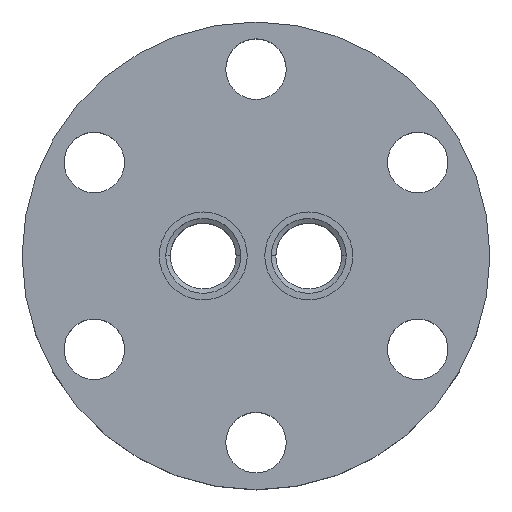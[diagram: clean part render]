
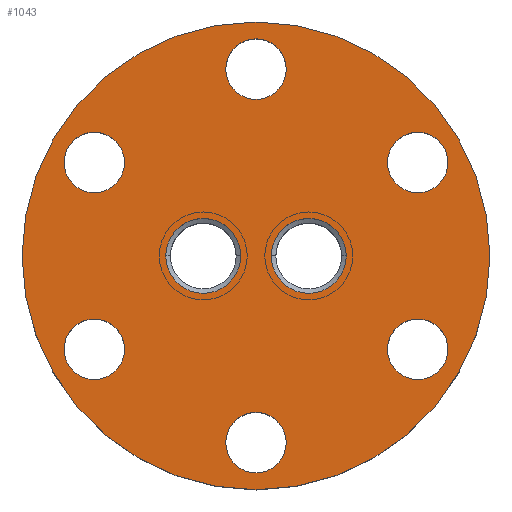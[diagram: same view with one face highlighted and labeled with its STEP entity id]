
A CAD part, top view. The second image highlights one B-rep face of the part: STEP entity #1043.
In plain terms, the highlighted planar face has unit normal (0, 0, 1).
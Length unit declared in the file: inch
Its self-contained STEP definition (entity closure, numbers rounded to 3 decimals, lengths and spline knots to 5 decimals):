
#156=CARTESIAN_POINT('',(0.,0.,0.35));
#157=DIRECTION('',(0.,0.,-1.));
#158=DIRECTION('',(0.,1.,0.));
#159=AXIS2_PLACEMENT_3D('',#156,#157,#158);
#161=CARTESIAN_POINT('',(0.,0.,0.35));
#162=DIRECTION('',(0.,0.,1.));
#163=DIRECTION('',(0.,1.,0.));
#164=AXIS2_PLACEMENT_3D('',#161,#162,#163);
#166=CARTESIAN_POINT('',(0.45986,0.2655,0.35));
#167=DIRECTION('',(0.,0.,1.));
#168=DIRECTION('',(1.,0.,0.));
#169=AXIS2_PLACEMENT_3D('',#166,#167,#168);
#171=CARTESIAN_POINT('',(0.45986,0.2655,0.35));
#172=DIRECTION('',(0.,0.,1.));
#173=DIRECTION('',(-1.,0.,0.));
#174=AXIS2_PLACEMENT_3D('',#171,#172,#173);
#176=CARTESIAN_POINT('',(0.,0.531,0.35));
#177=DIRECTION('',(0.,0.,1.));
#178=DIRECTION('',(0.5,0.866,0.));
#179=AXIS2_PLACEMENT_3D('',#176,#177,#178);
#181=CARTESIAN_POINT('',(0.,0.531,0.35));
#182=DIRECTION('',(0.,0.,1.));
#183=DIRECTION('',(-0.5,-0.866,0.));
#184=AXIS2_PLACEMENT_3D('',#181,#182,#183);
#186=CARTESIAN_POINT('',(-0.45986,0.2655,0.35));
#187=DIRECTION('',(0.,0.,1.));
#188=DIRECTION('',(-0.5,0.866,0.));
#189=AXIS2_PLACEMENT_3D('',#186,#187,#188);
#191=CARTESIAN_POINT('',(-0.45986,0.2655,0.35));
#192=DIRECTION('',(0.,0.,1.));
#193=DIRECTION('',(0.5,-0.866,0.));
#194=AXIS2_PLACEMENT_3D('',#191,#192,#193);
#196=CARTESIAN_POINT('',(-0.45986,-0.2655,0.35));
#197=DIRECTION('',(0.,0.,1.));
#198=DIRECTION('',(-1.,0.,0.));
#199=AXIS2_PLACEMENT_3D('',#196,#197,#198);
#201=CARTESIAN_POINT('',(-0.45986,-0.2655,0.35));
#202=DIRECTION('',(0.,0.,1.));
#203=DIRECTION('',(1.,0.,0.));
#204=AXIS2_PLACEMENT_3D('',#201,#202,#203);
#206=CARTESIAN_POINT('',(0.,-0.531,0.35));
#207=DIRECTION('',(0.,0.,1.));
#208=DIRECTION('',(-0.5,-0.866,0.));
#209=AXIS2_PLACEMENT_3D('',#206,#207,#208);
#211=CARTESIAN_POINT('',(0.,-0.531,0.35));
#212=DIRECTION('',(0.,0.,1.));
#213=DIRECTION('',(0.5,0.866,0.));
#214=AXIS2_PLACEMENT_3D('',#211,#212,#213);
#216=CARTESIAN_POINT('',(0.45986,-0.2655,0.35));
#217=DIRECTION('',(0.,0.,1.));
#218=DIRECTION('',(0.5,-0.866,0.));
#219=AXIS2_PLACEMENT_3D('',#216,#217,#218);
#221=CARTESIAN_POINT('',(0.45986,-0.2655,0.35));
#222=DIRECTION('',(0.,0.,1.));
#223=DIRECTION('',(-0.5,0.866,0.));
#224=AXIS2_PLACEMENT_3D('',#221,#222,#223);
#226=CARTESIAN_POINT('',(-0.15,0.,0.35));
#227=DIRECTION('',(0.,0.,1.));
#228=DIRECTION('',(-1.,0.,0.));
#229=AXIS2_PLACEMENT_3D('',#226,#227,#228);
#231=CARTESIAN_POINT('',(-0.15,0.,0.35));
#232=DIRECTION('',(0.,0.,1.));
#233=DIRECTION('',(1.,0.,0.));
#234=AXIS2_PLACEMENT_3D('',#231,#232,#233);
#236=CARTESIAN_POINT('',(0.15,0.,0.35));
#237=DIRECTION('',(0.,0.,1.));
#238=DIRECTION('',(-1.,0.,0.));
#239=AXIS2_PLACEMENT_3D('',#236,#237,#238);
#241=CARTESIAN_POINT('',(0.15,0.,0.35));
#242=DIRECTION('',(0.,0.,1.));
#243=DIRECTION('',(1.,0.,0.));
#244=AXIS2_PLACEMENT_3D('',#241,#242,#243);
#712=CARTESIAN_POINT('',(0.,0.665,0.35));
#714=VERTEX_POINT('',#712);
#716=CARTESIAN_POINT('',(0.,-0.665,0.35));
#718=VERTEX_POINT('',#716);
#743=CARTESIAN_POINT('',(0.54586,0.2655,0.35));
#744=CARTESIAN_POINT('',(0.37386,0.2655,0.35));
#745=VERTEX_POINT('',#743);
#746=VERTEX_POINT('',#744);
#759=CARTESIAN_POINT('',(-0.2565,0.,0.35));
#760=CARTESIAN_POINT('',(-0.0435,0.,0.35));
#761=VERTEX_POINT('',#759);
#762=VERTEX_POINT('',#760);
#771=CARTESIAN_POINT('',(0.0435,0.,0.35));
#772=CARTESIAN_POINT('',(0.2565,0.,0.35));
#773=VERTEX_POINT('',#771);
#774=VERTEX_POINT('',#772);
#807=CARTESIAN_POINT('',(0.043,0.60548,0.35));
#808=CARTESIAN_POINT('',(-0.043,0.45652,0.35));
#809=VERTEX_POINT('',#807);
#810=VERTEX_POINT('',#808);
#815=CARTESIAN_POINT('',(-0.50286,0.33998,0.35));
#816=CARTESIAN_POINT('',(-0.41686,0.19102,0.35));
#817=VERTEX_POINT('',#815);
#818=VERTEX_POINT('',#816);
#823=CARTESIAN_POINT('',(-0.54586,-0.2655,0.35));
#824=CARTESIAN_POINT('',(-0.37386,-0.2655,0.35));
#825=VERTEX_POINT('',#823);
#826=VERTEX_POINT('',#824);
#831=CARTESIAN_POINT('',(-0.043,-0.60548,0.35));
#832=CARTESIAN_POINT('',(0.043,-0.45652,0.35));
#833=VERTEX_POINT('',#831);
#834=VERTEX_POINT('',#832);
#839=CARTESIAN_POINT('',(0.50286,-0.33998,0.35));
#840=CARTESIAN_POINT('',(0.41686,-0.19102,0.35));
#841=VERTEX_POINT('',#839);
#842=VERTEX_POINT('',#840);
#985=CARTESIAN_POINT('',(0.,0.,0.35));
#986=DIRECTION('',(0.,0.,1.));
#987=DIRECTION('',(0.,1.,0.));
#988=AXIS2_PLACEMENT_3D('',#985,#986,#987);
#989=PLANE('',#988);
#991=ORIENTED_EDGE('',*,*,#990,.T.);
#993=ORIENTED_EDGE('',*,*,#992,.F.);
#994=EDGE_LOOP('',(#991,#993));
#995=FACE_OUTER_BOUND('',#994,.F.);
#997=ORIENTED_EDGE('',*,*,#996,.T.);
#999=ORIENTED_EDGE('',*,*,#998,.T.);
#1000=EDGE_LOOP('',(#997,#999));
#1001=FACE_BOUND('',#1000,.F.);
#1003=ORIENTED_EDGE('',*,*,#1002,.T.);
#1005=ORIENTED_EDGE('',*,*,#1004,.T.);
#1006=EDGE_LOOP('',(#1003,#1005));
#1007=FACE_BOUND('',#1006,.F.);
#1009=ORIENTED_EDGE('',*,*,#1008,.T.);
#1011=ORIENTED_EDGE('',*,*,#1010,.T.);
#1012=EDGE_LOOP('',(#1009,#1011));
#1013=FACE_BOUND('',#1012,.F.);
#1015=ORIENTED_EDGE('',*,*,#1014,.T.);
#1017=ORIENTED_EDGE('',*,*,#1016,.T.);
#1018=EDGE_LOOP('',(#1015,#1017));
#1019=FACE_BOUND('',#1018,.F.);
#1021=ORIENTED_EDGE('',*,*,#1020,.T.);
#1023=ORIENTED_EDGE('',*,*,#1022,.T.);
#1024=EDGE_LOOP('',(#1021,#1023));
#1025=FACE_BOUND('',#1024,.F.);
#1027=ORIENTED_EDGE('',*,*,#1026,.T.);
#1029=ORIENTED_EDGE('',*,*,#1028,.T.);
#1030=EDGE_LOOP('',(#1027,#1029));
#1031=FACE_BOUND('',#1030,.F.);
#1033=ORIENTED_EDGE('',*,*,#1032,.T.);
#1034=ORIENTED_EDGE('',*,*,#975,.T.);
#1035=EDGE_LOOP('',(#1033,#1034));
#1036=FACE_BOUND('',#1035,.F.);
#1038=ORIENTED_EDGE('',*,*,#1037,.T.);
#1040=ORIENTED_EDGE('',*,*,#1039,.T.);
#1041=EDGE_LOOP('',(#1038,#1040));
#1042=FACE_BOUND('',#1041,.F.);
#1043=ADVANCED_FACE('',(#995,#1001,#1007,#1013,#1019,#1025,#1031,#1036,#1042),
#989,.T.);
#160=CIRCLE('',#159,0.665);
#165=CIRCLE('',#164,0.665);
#170=CIRCLE('',#169,0.086);
#175=CIRCLE('',#174,0.086);
#180=CIRCLE('',#179,0.086);
#185=CIRCLE('',#184,0.086);
#190=CIRCLE('',#189,0.086);
#195=CIRCLE('',#194,0.086);
#200=CIRCLE('',#199,0.086);
#205=CIRCLE('',#204,0.086);
#210=CIRCLE('',#209,0.086);
#215=CIRCLE('',#214,0.086);
#220=CIRCLE('',#219,0.086);
#225=CIRCLE('',#224,0.086);
#230=CIRCLE('',#229,0.1065);
#235=CIRCLE('',#234,0.1065);
#240=CIRCLE('',#239,0.1065);
#245=CIRCLE('',#244,0.1065);
#975=EDGE_CURVE('',#762,#761,#235,.T.);
#990=EDGE_CURVE('',#714,#718,#160,.T.);
#992=EDGE_CURVE('',#714,#718,#165,.T.);
#996=EDGE_CURVE('',#745,#746,#170,.T.);
#998=EDGE_CURVE('',#746,#745,#175,.T.);
#1002=EDGE_CURVE('',#809,#810,#180,.T.);
#1004=EDGE_CURVE('',#810,#809,#185,.T.);
#1008=EDGE_CURVE('',#817,#818,#190,.T.);
#1010=EDGE_CURVE('',#818,#817,#195,.T.);
#1014=EDGE_CURVE('',#825,#826,#200,.T.);
#1016=EDGE_CURVE('',#826,#825,#205,.T.);
#1020=EDGE_CURVE('',#833,#834,#210,.T.);
#1022=EDGE_CURVE('',#834,#833,#215,.T.);
#1026=EDGE_CURVE('',#841,#842,#220,.T.);
#1028=EDGE_CURVE('',#842,#841,#225,.T.);
#1032=EDGE_CURVE('',#761,#762,#230,.T.);
#1037=EDGE_CURVE('',#773,#774,#240,.T.);
#1039=EDGE_CURVE('',#774,#773,#245,.T.);
